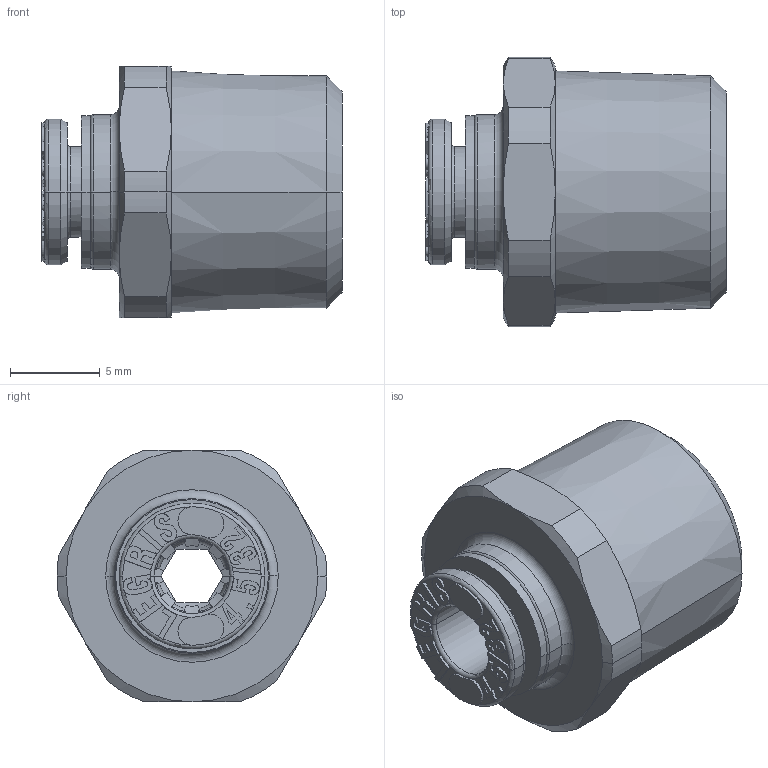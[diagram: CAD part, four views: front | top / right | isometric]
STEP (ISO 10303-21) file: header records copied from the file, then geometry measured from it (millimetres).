
FILE_DESCRIPTION(('STEP AP214'),'1');
FILE_NAME('6805_04_13.stp','2016-07-07T14:40:58',('TraceParts'),('TraceParts S.A.'),'Spatial InterOp 3D',' ',' ');
FILE_SCHEMA(('automotive_design'));
Length unit declared in the file: millimetre
Products named in the file (6): 6805 04 13|44104-61_AF0_ASM_897#44104-61_AF0_ASM|44104-37_AF0_894#44104-37_AF0;Solide1; 6805 04 13|44104-61_AF0_ASM_897#44104-61_AF0_ASM|44104-35_AF0_895#44104-35_AF0;Solide1; 6805 04 13|44104-61_AF0_ASM_897#44104-61_AF0_ASM|44104_AF0_896#44104_AF0;Solide1; 6805 04 13|46704-11_893#46704-11;Solide1; 6805 04 13|44104-11-10_ASS_898#44104-11-10_ASS;Solide1; 6805 04 13|44124-20_899#44124-20;Solide1
Bounding box: 16.7 x 15 x 14 mm (x, y, z)
Volume: 1709.6 mm3; surface area: 1826.5 mm2
Topology: 6 solids, 6 shells, 691 faces, 1770 edges, 1107 vertices
Faces by surface type: plane 218, bspline 165, cylinder 112, torus 100, cone 94, sphere 2
Entity records: 29466 total; most frequent: CARTESIAN_POINT 7725, ORIENTED_EDGE 3536, DIRECTION 3147, EDGE_CURVE 1768, AXIS2_PLACEMENT_3D 1187, VERTEX_POINT 1107, LINE 773, VECTOR 773
